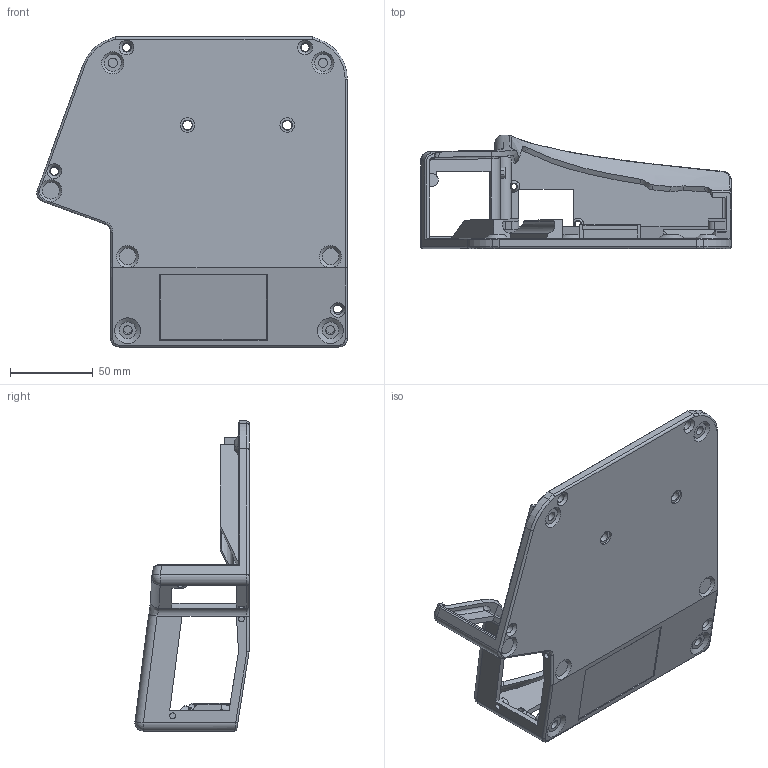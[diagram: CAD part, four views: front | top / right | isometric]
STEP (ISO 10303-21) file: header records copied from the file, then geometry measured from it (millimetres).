
FILE_DESCRIPTION(('FreeCAD Model'),'2;1');
FILE_NAME('Open CASCADE Shape Model','2025-03-12T22:16:09',(''),(''), 'Open CASCADE STEP processor 7.6','FreeCAD','Unknown');
FILE_SCHEMA(('AUTOMOTIVE_DESIGN { 1 0 10303 214 1 1 1 1 }'));
Length unit declared in the file: millimetre
Products named in the file (1): BaseRight-Edit001
Bounding box: 187.63 x 68.91 x 187.32 mm (x, y, z)
Volume: 232109 mm3; surface area: 93118.3 mm2
Topology: 1 solids, 1 shells, 270 faces, 681 edges, 425 vertices
Faces by surface type: plane 141, cylinder 63, cone 26, bspline 20, torus 16, sphere 4
Full cylindrical faces by diameter (mm): 3.5 x6, 5.5 x4, 5.588 x4, 5.613 x2, 8.89 x2
Entity records: 24114 total; most frequent: CARTESIAN_POINT 11188, DIRECTION 2148, ORIENTED_EDGE 1362, PCURVE 1362, DEFINITIONAL_REPRESENTATION 1362, LINE 1263, VECTOR 1263, EDGE_CURVE 681
